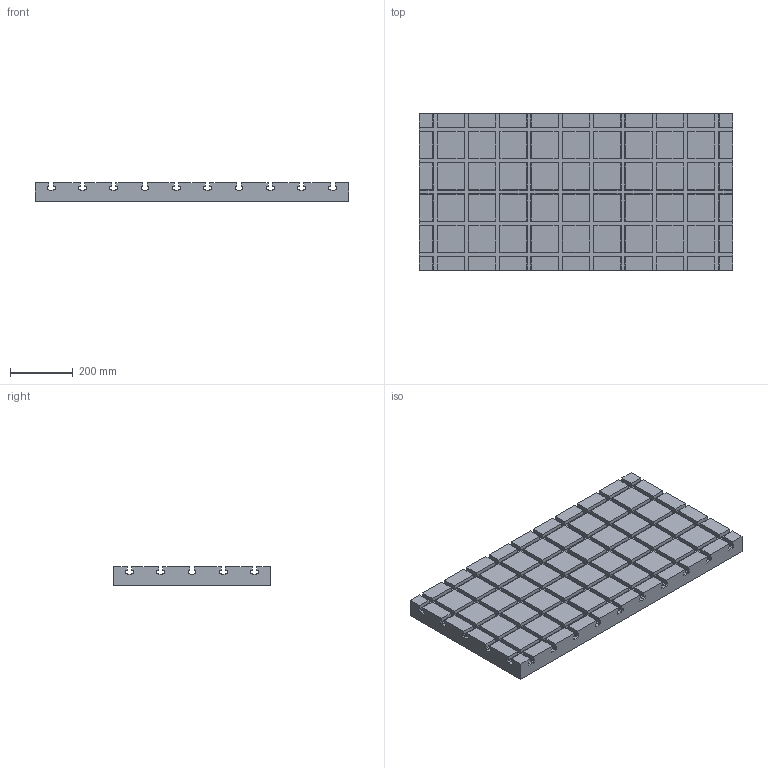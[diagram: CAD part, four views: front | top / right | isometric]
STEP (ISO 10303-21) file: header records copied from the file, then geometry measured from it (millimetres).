
FILE_DESCRIPTION( ( 'Unknown' ), '1' );
FILE_NAME( 'BP03-60500-1000-14.stp', 'Unknown', ( 'S.C.H' ), ( 'Unknown' ), 'XStep 1.0', 'Unknown', ' ' );
FILE_SCHEMA( ( 'CONFIG_CONTROL_DESIGN' ) );
Length unit declared in the file: millimetre
Products named in the file (1): 1
Bounding box: 1000 x 500 x 60 mm (x, y, z)
Volume: 25909816.7 mm3; surface area: 1722027.3 mm2
Topology: 1 solids, 1 shells, 894 faces, 2352 edges, 1568 vertices
Faces by surface type: plane 894
Entity records: 27020 total; most frequent: CARTESIAN_POINT 4815, ORIENTED_EDGE 4704, DIRECTION 4142, EDGE_CURVE 2352, LINE 2352, VECTOR 2352, VERTEX_POINT 1568, EDGE_LOOP 1002
